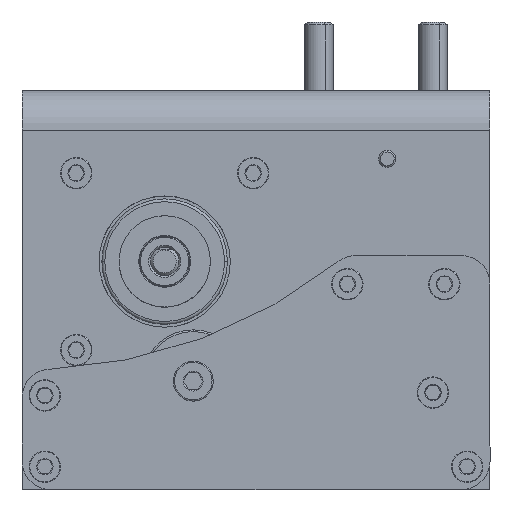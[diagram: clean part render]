
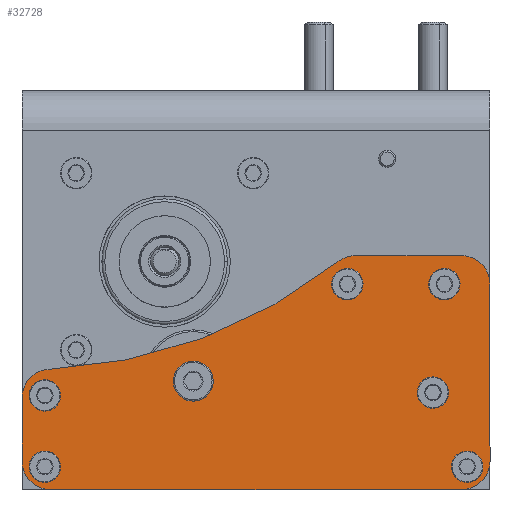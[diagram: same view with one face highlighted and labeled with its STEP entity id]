
A CAD part, top view. The second image highlights one B-rep face of the part: STEP entity #32728.
In plain terms, the highlighted face is planar.
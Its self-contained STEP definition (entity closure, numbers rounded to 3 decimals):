
#32021=AXIS2_PLACEMENT_3D('Circle Axis2P3D',#32019,#32020,$) ;
#32038=AXIS2_PLACEMENT_3D('Circle Axis2P3D',#32036,#32037,$) ;
#32078=AXIS2_PLACEMENT_3D('Circle Axis2P3D',#32076,#32077,$) ;
#32095=AXIS2_PLACEMENT_3D('Circle Axis2P3D',#32093,#32094,$) ;
#32135=AXIS2_PLACEMENT_3D('Circle Axis2P3D',#32133,#32134,$) ;
#32152=AXIS2_PLACEMENT_3D('Circle Axis2P3D',#32150,#32151,$) ;
#32192=AXIS2_PLACEMENT_3D('Circle Axis2P3D',#32190,#32191,$) ;
#32209=AXIS2_PLACEMENT_3D('Circle Axis2P3D',#32207,#32208,$) ;
#32249=AXIS2_PLACEMENT_3D('Circle Axis2P3D',#32247,#32248,$) ;
#32266=AXIS2_PLACEMENT_3D('Circle Axis2P3D',#32264,#32265,$) ;
#32306=AXIS2_PLACEMENT_3D('Circle Axis2P3D',#32304,#32305,$) ;
#32323=AXIS2_PLACEMENT_3D('Circle Axis2P3D',#32321,#32322,$) ;
#32363=AXIS2_PLACEMENT_3D('Circle Axis2P3D',#32361,#32362,$) ;
#32380=AXIS2_PLACEMENT_3D('Circle Axis2P3D',#32378,#32379,$) ;
#32413=AXIS2_PLACEMENT_3D('Circle Axis2P3D',#32411,#32412,$) ;
#32475=AXIS2_PLACEMENT_3D('Circle Axis2P3D',#32473,#32474,$) ;
#32537=AXIS2_PLACEMENT_3D('Circle Axis2P3D',#32535,#32536,$) ;
#32599=AXIS2_PLACEMENT_3D('Circle Axis2P3D',#32597,#32598,$) ;
#32632=AXIS2_PLACEMENT_3D('Circle Axis2P3D',#32630,#32631,$) ;
#32681=AXIS2_PLACEMENT_3D('Plane Axis2P3D',#32678,#32679,#32680) ;
#32685=AXIS2_PLACEMENT_3D('Circle Axis2P3D',#32683,#32684,$) ;
#32000=CARTESIAN_POINT('Vertex',(31.35,-15.5,0.)) ;
#32016=CARTESIAN_POINT('Vertex',(34.65,-15.5,0.)) ;
#32019=CARTESIAN_POINT('Axis2P3D Location',(33.,-15.5,0.)) ;
#32036=CARTESIAN_POINT('Axis2P3D Location',(33.,-15.5,0.)) ;
#32057=CARTESIAN_POINT('Vertex',(14.35,-15.5,0.)) ;
#32073=CARTESIAN_POINT('Vertex',(17.65,-15.5,0.)) ;
#32076=CARTESIAN_POINT('Axis2P3D Location',(16.,-15.5,0.)) ;
#32093=CARTESIAN_POINT('Axis2P3D Location',(16.,-15.5,0.)) ;
#32114=CARTESIAN_POINT('Vertex',(-13.15,1.5,0.)) ;
#32130=CARTESIAN_POINT('Vertex',(-8.85,1.5,0.)) ;
#32133=CARTESIAN_POINT('Axis2P3D Location',(-11.,1.5,0.)) ;
#32150=CARTESIAN_POINT('Axis2P3D Location',(-11.,1.5,0.)) ;
#32171=CARTESIAN_POINT('Vertex',(-38.65,16.5,0.)) ;
#32187=CARTESIAN_POINT('Vertex',(-35.35,16.5,0.)) ;
#32190=CARTESIAN_POINT('Axis2P3D Location',(-37.,16.5,0.)) ;
#32207=CARTESIAN_POINT('Axis2P3D Location',(-37.,16.5,0.)) ;
#32228=CARTESIAN_POINT('Vertex',(29.35,3.5,0.)) ;
#32244=CARTESIAN_POINT('Vertex',(32.65,3.5,0.)) ;
#32247=CARTESIAN_POINT('Axis2P3D Location',(31.,3.5,0.)) ;
#32264=CARTESIAN_POINT('Axis2P3D Location',(31.,3.5,0.)) ;
#32285=CARTESIAN_POINT('Vertex',(-38.65,4.,0.)) ;
#32301=CARTESIAN_POINT('Vertex',(-35.35,4.,0.)) ;
#32304=CARTESIAN_POINT('Axis2P3D Location',(-37.,4.,0.)) ;
#32321=CARTESIAN_POINT('Axis2P3D Location',(-37.,4.,0.)) ;
#32342=CARTESIAN_POINT('Vertex',(35.35,16.5,0.)) ;
#32358=CARTESIAN_POINT('Vertex',(38.65,16.5,0.)) ;
#32361=CARTESIAN_POINT('Axis2P3D Location',(37.,16.5,0.)) ;
#32378=CARTESIAN_POINT('Axis2P3D Location',(37.,16.5,0.)) ;
#32408=CARTESIAN_POINT('Vertex',(14.34,-19.419,0.)) ;
#32411=CARTESIAN_POINT('Axis2P3D Location',(17.446,-15.5,0.)) ;
#32415=CARTESIAN_POINT('Vertex',(17.446,-20.5,0.)) ;
#32439=CARTESIAN_POINT('Vertex',(36.,-20.5,0.)) ;
#32449=CARTESIAN_POINT('Line Origine',(26.723,-20.5,0.)) ;
#32473=CARTESIAN_POINT('Axis2P3D Location',(36.,-15.5,0.)) ;
#32477=CARTESIAN_POINT('Vertex',(41.,-15.5,0.)) ;
#32501=CARTESIAN_POINT('Vertex',(41.,15.5,0.)) ;
#32511=CARTESIAN_POINT('Line Origine',(41.,0.,0.)) ;
#32535=CARTESIAN_POINT('Axis2P3D Location',(36.,15.5,0.)) ;
#32539=CARTESIAN_POINT('Vertex',(36.,20.5,0.)) ;
#32563=CARTESIAN_POINT('Vertex',(-36.,20.5,0.)) ;
#32573=CARTESIAN_POINT('Line Origine',(0.,20.5,0.)) ;
#32597=CARTESIAN_POINT('Axis2P3D Location',(-36.,15.5,0.)) ;
#32601=CARTESIAN_POINT('Vertex',(-41.,15.5,0.)) ;
#32625=CARTESIAN_POINT('Vertex',(-36.216,-0.582,0.)) ;
#32630=CARTESIAN_POINT('Axis2P3D Location',(-40.,-88.,0.)) ;
#32656=CARTESIAN_POINT('Vertex',(-41.,4.413,0.)) ;
#32666=CARTESIAN_POINT('Line Origine',(-41.,9.957,0.)) ;
#32678=CARTESIAN_POINT('Axis2P3D Location',(0.,0.,0.)) ;
#32683=CARTESIAN_POINT('Axis2P3D Location',(-36.,4.413,0.)) ;
#32020=DIRECTION('Axis2P3D Direction',(0.,0.,-1.)) ;
#32037=DIRECTION('Axis2P3D Direction',(0.,0.,-1.)) ;
#32077=DIRECTION('Axis2P3D Direction',(0.,0.,-1.)) ;
#32094=DIRECTION('Axis2P3D Direction',(0.,0.,-1.)) ;
#32134=DIRECTION('Axis2P3D Direction',(0.,0.,-1.)) ;
#32151=DIRECTION('Axis2P3D Direction',(0.,0.,-1.)) ;
#32191=DIRECTION('Axis2P3D Direction',(0.,0.,-1.)) ;
#32208=DIRECTION('Axis2P3D Direction',(0.,0.,-1.)) ;
#32248=DIRECTION('Axis2P3D Direction',(0.,0.,-1.)) ;
#32265=DIRECTION('Axis2P3D Direction',(0.,0.,-1.)) ;
#32305=DIRECTION('Axis2P3D Direction',(0.,0.,-1.)) ;
#32322=DIRECTION('Axis2P3D Direction',(0.,0.,-1.)) ;
#32362=DIRECTION('Axis2P3D Direction',(0.,0.,-1.)) ;
#32379=DIRECTION('Axis2P3D Direction',(0.,0.,-1.)) ;
#32412=DIRECTION('Axis2P3D Direction',(0.,0.,-1.)) ;
#32450=DIRECTION('Vector Direction',(-1.,0.,0.)) ;
#32474=DIRECTION('Axis2P3D Direction',(0.,0.,1.)) ;
#32512=DIRECTION('Vector Direction',(0.,-1.,0.)) ;
#32536=DIRECTION('Axis2P3D Direction',(0.,-0.,1.)) ;
#32574=DIRECTION('Vector Direction',(1.,0.,0.)) ;
#32598=DIRECTION('Axis2P3D Direction',(0.,0.,1.)) ;
#32631=DIRECTION('Axis2P3D Direction',(0.,0.,-1.)) ;
#32667=DIRECTION('Vector Direction',(0.,1.,0.)) ;
#32679=DIRECTION('Axis2P3D Direction',(0.,0.,1.)) ;
#32680=DIRECTION('Axis2P3D XDirection',(1.,0.,0.)) ;
#32684=DIRECTION('Axis2P3D Direction',(0.,0.,1.)) ;
#32451=VECTOR('Line Direction',#32450,1.) ;
#32513=VECTOR('Line Direction',#32512,1.) ;
#32575=VECTOR('Line Direction',#32574,1.) ;
#32668=VECTOR('Line Direction',#32667,1.) ;
#32689=ORIENTED_EDGE('',*,*,#32687,.F.) ;
#32690=ORIENTED_EDGE('',*,*,#32670,.F.) ;
#32691=ORIENTED_EDGE('',*,*,#32603,.F.) ;
#32692=ORIENTED_EDGE('',*,*,#32577,.F.) ;
#32693=ORIENTED_EDGE('',*,*,#32541,.F.) ;
#32694=ORIENTED_EDGE('',*,*,#32515,.F.) ;
#32695=ORIENTED_EDGE('',*,*,#32479,.F.) ;
#32696=ORIENTED_EDGE('',*,*,#32453,.F.) ;
#32697=ORIENTED_EDGE('',*,*,#32417,.F.) ;
#32698=ORIENTED_EDGE('',*,*,#32634,.F.) ;
#32701=ORIENTED_EDGE('',*,*,#32365,.T.) ;
#32702=ORIENTED_EDGE('',*,*,#32382,.T.) ;
#32705=ORIENTED_EDGE('',*,*,#32080,.T.) ;
#32706=ORIENTED_EDGE('',*,*,#32097,.T.) ;
#32709=ORIENTED_EDGE('',*,*,#32194,.T.) ;
#32710=ORIENTED_EDGE('',*,*,#32211,.T.) ;
#32713=ORIENTED_EDGE('',*,*,#32308,.T.) ;
#32714=ORIENTED_EDGE('',*,*,#32325,.T.) ;
#32717=ORIENTED_EDGE('',*,*,#32137,.T.) ;
#32718=ORIENTED_EDGE('',*,*,#32154,.T.) ;
#32721=ORIENTED_EDGE('',*,*,#32023,.T.) ;
#32722=ORIENTED_EDGE('',*,*,#32040,.T.) ;
#32725=ORIENTED_EDGE('',*,*,#32251,.T.) ;
#32726=ORIENTED_EDGE('',*,*,#32268,.T.) ;
#32703=FACE_BOUND('',#32700,.T.) ;
#32707=FACE_BOUND('',#32704,.T.) ;
#32711=FACE_BOUND('',#32708,.T.) ;
#32715=FACE_BOUND('',#32712,.T.) ;
#32719=FACE_BOUND('',#32716,.T.) ;
#32723=FACE_BOUND('',#32720,.T.) ;
#32727=FACE_BOUND('',#32724,.T.) ;
#32728=ADVANCED_FACE('Hauptk\X2\00F6\X0\rper',(#32699,#32703,#32707,#32711,#32715,#32719,#32723,#32727),#32682,.F.) ;
#32022=CIRCLE('generated circle',#32021,1.65) ;
#32039=CIRCLE('generated circle',#32038,1.65) ;
#32079=CIRCLE('generated circle',#32078,1.65) ;
#32096=CIRCLE('generated circle',#32095,1.65) ;
#32136=CIRCLE('generated circle',#32135,2.15) ;
#32153=CIRCLE('generated circle',#32152,2.15) ;
#32193=CIRCLE('generated circle',#32192,1.65) ;
#32210=CIRCLE('generated circle',#32209,1.65) ;
#32250=CIRCLE('generated circle',#32249,1.65) ;
#32267=CIRCLE('generated circle',#32266,1.65) ;
#32307=CIRCLE('generated circle',#32306,1.65) ;
#32324=CIRCLE('generated circle',#32323,1.65) ;
#32364=CIRCLE('generated circle',#32363,1.65) ;
#32381=CIRCLE('generated circle',#32380,1.65) ;
#32414=CIRCLE('generated circle',#32413,5.) ;
#32476=CIRCLE('generated circle',#32475,5.) ;
#32538=CIRCLE('generated circle',#32537,5.) ;
#32600=CIRCLE('generated circle',#32599,5.) ;
#32633=CIRCLE('generated circle',#32632,87.5) ;
#32686=CIRCLE('generated circle',#32685,5.) ;
#32023=EDGE_CURVE('',#32001,#32017,#32022,.F.) ;
#32040=EDGE_CURVE('',#32017,#32001,#32039,.F.) ;
#32080=EDGE_CURVE('',#32058,#32074,#32079,.F.) ;
#32097=EDGE_CURVE('',#32074,#32058,#32096,.F.) ;
#32137=EDGE_CURVE('',#32115,#32131,#32136,.F.) ;
#32154=EDGE_CURVE('',#32131,#32115,#32153,.F.) ;
#32194=EDGE_CURVE('',#32172,#32188,#32193,.F.) ;
#32211=EDGE_CURVE('',#32188,#32172,#32210,.F.) ;
#32251=EDGE_CURVE('',#32229,#32245,#32250,.F.) ;
#32268=EDGE_CURVE('',#32245,#32229,#32267,.F.) ;
#32308=EDGE_CURVE('',#32286,#32302,#32307,.F.) ;
#32325=EDGE_CURVE('',#32302,#32286,#32324,.F.) ;
#32365=EDGE_CURVE('',#32343,#32359,#32364,.F.) ;
#32382=EDGE_CURVE('',#32359,#32343,#32381,.F.) ;
#32417=EDGE_CURVE('',#32409,#32416,#32414,.F.) ;
#32453=EDGE_CURVE('',#32416,#32440,#32452,.F.) ;
#32479=EDGE_CURVE('',#32440,#32478,#32476,.T.) ;
#32515=EDGE_CURVE('',#32478,#32502,#32514,.F.) ;
#32541=EDGE_CURVE('',#32502,#32540,#32538,.T.) ;
#32577=EDGE_CURVE('',#32540,#32564,#32576,.F.) ;
#32603=EDGE_CURVE('',#32564,#32602,#32600,.T.) ;
#32634=EDGE_CURVE('',#32626,#32409,#32633,.T.) ;
#32670=EDGE_CURVE('',#32602,#32657,#32669,.F.) ;
#32687=EDGE_CURVE('',#32657,#32626,#32686,.T.) ;
#32688=EDGE_LOOP('',(#32689,#32690,#32691,#32692,#32693,#32694,#32695,#32696,#32697,#32698)) ;
#32700=EDGE_LOOP('',(#32701,#32702)) ;
#32704=EDGE_LOOP('',(#32705,#32706)) ;
#32708=EDGE_LOOP('',(#32709,#32710)) ;
#32712=EDGE_LOOP('',(#32713,#32714)) ;
#32716=EDGE_LOOP('',(#32717,#32718)) ;
#32720=EDGE_LOOP('',(#32721,#32722)) ;
#32724=EDGE_LOOP('',(#32725,#32726)) ;
#32699=FACE_OUTER_BOUND('',#32688,.T.) ;
#32452=LINE('Line',#32449,#32451) ;
#32514=LINE('Line',#32511,#32513) ;
#32576=LINE('Line',#32573,#32575) ;
#32669=LINE('Line',#32666,#32668) ;
#32682=PLANE('',#32681) ;
#32001=VERTEX_POINT('',#32000) ;
#32017=VERTEX_POINT('',#32016) ;
#32058=VERTEX_POINT('',#32057) ;
#32074=VERTEX_POINT('',#32073) ;
#32115=VERTEX_POINT('',#32114) ;
#32131=VERTEX_POINT('',#32130) ;
#32172=VERTEX_POINT('',#32171) ;
#32188=VERTEX_POINT('',#32187) ;
#32229=VERTEX_POINT('',#32228) ;
#32245=VERTEX_POINT('',#32244) ;
#32286=VERTEX_POINT('',#32285) ;
#32302=VERTEX_POINT('',#32301) ;
#32343=VERTEX_POINT('',#32342) ;
#32359=VERTEX_POINT('',#32358) ;
#32409=VERTEX_POINT('',#32408) ;
#32416=VERTEX_POINT('',#32415) ;
#32440=VERTEX_POINT('',#32439) ;
#32478=VERTEX_POINT('',#32477) ;
#32502=VERTEX_POINT('',#32501) ;
#32540=VERTEX_POINT('',#32539) ;
#32564=VERTEX_POINT('',#32563) ;
#32602=VERTEX_POINT('',#32601) ;
#32626=VERTEX_POINT('',#32625) ;
#32657=VERTEX_POINT('',#32656) ;
